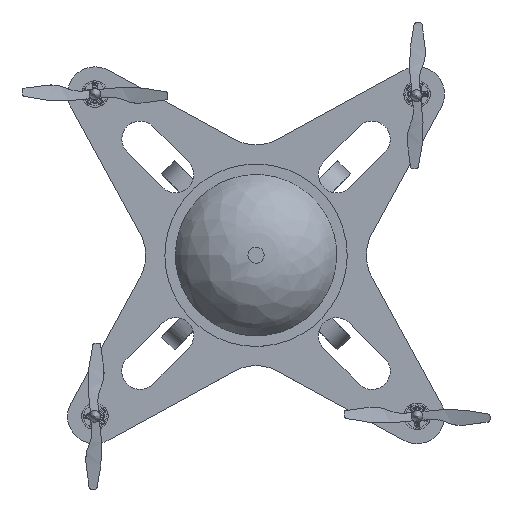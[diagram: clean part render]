
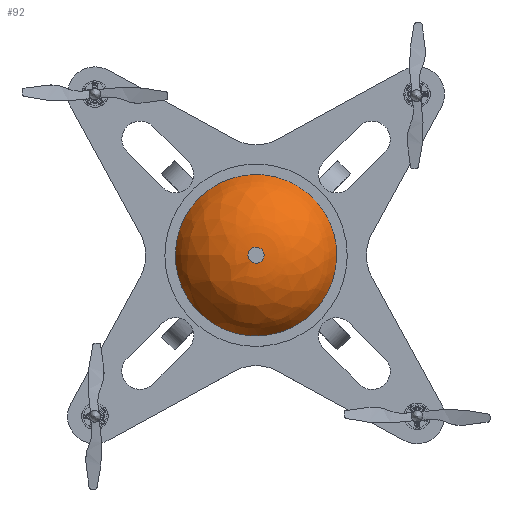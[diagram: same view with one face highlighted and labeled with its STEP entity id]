
A CAD part, top view. The second image highlights one B-rep face of the part: STEP entity #92.
In plain terms, the highlighted free-form (B-spline) face has degree [2, 2] with [3, 9] control points.
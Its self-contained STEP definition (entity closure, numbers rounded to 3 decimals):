
#92 = ADVANCED_FACE('',(#93),#136,.T.);
#93 = FACE_BOUND('',#94,.T.);
#94 = EDGE_LOOP('',(#95,#109,#117,#127,#135));
#95 = ORIENTED_EDGE('',*,*,#96,.T.);
#96 = EDGE_CURVE('',#97,#97,#99,.T.);
#97 = VERTEX_POINT('',#98);
#98 = CARTESIAN_POINT('',(-8.813,0.,60.));
#99 = ( BOUNDED_CURVE() B_SPLINE_CURVE(2,(#100,#101,#102,#103,#104,#105,
#106,#107,#108),.UNSPECIFIED.,.T.,.F.) B_SPLINE_CURVE_WITH_KNOTS((3,2,2,
    2,3),(-3.142,-1.571,0.,1.571,3.142
),.UNSPECIFIED.) CURVE() GEOMETRIC_REPRESENTATION_ITEM() 
RATIONAL_B_SPLINE_CURVE((1.,0.707,1.,0.707,1.,
0.707,1.,0.707,1.)) REPRESENTATION_ITEM('') );
#100 = CARTESIAN_POINT('',(-8.813,0.,60.));
#101 = CARTESIAN_POINT('',(-8.813,8.813,60.));
#102 = CARTESIAN_POINT('',(0.,8.813,60.));
#103 = CARTESIAN_POINT('',(8.813,8.813,60.));
#104 = CARTESIAN_POINT('',(8.813,0.,60.));
#105 = CARTESIAN_POINT('',(8.813,-8.813,60.));
#106 = CARTESIAN_POINT('',(0.,-8.813,60.));
#107 = CARTESIAN_POINT('',(-8.813,-8.813,60.));
#108 = CARTESIAN_POINT('',(-8.813,0.,60.));
#109 = ORIENTED_EDGE('',*,*,#110,.T.);
#110 = EDGE_CURVE('',#97,#111,#113,.T.);
#111 = VERTEX_POINT('',#112);
#112 = CARTESIAN_POINT('',(-88.5,0.,10.));
#113 = ( BOUNDED_CURVE() B_SPLINE_CURVE(2,(#114,#115,#116),
.UNSPECIFIED.,.F.,.F.) B_SPLINE_CURVE_WITH_KNOTS((3,3),(-1.571,
-0.45),.PIECEWISE_BEZIER_KNOTS.) CURVE() 
GEOMETRIC_REPRESENTATION_ITEM() RATIONAL_B_SPLINE_CURVE((1.,
0.847,1.)) REPRESENTATION_ITEM('') );
#114 = CARTESIAN_POINT('',(-8.813,0.,60.));
#115 = CARTESIAN_POINT('',(-64.343,0.,60.));
#116 = CARTESIAN_POINT('',(-88.5,0.,10.));
#117 = ORIENTED_EDGE('',*,*,#118,.F.);
#118 = EDGE_CURVE('',#119,#111,#121,.T.);
#119 = VERTEX_POINT('',#120);
#120 = CARTESIAN_POINT('',(88.5,0.,10.));
#121 = ( BOUNDED_CURVE() B_SPLINE_CURVE(2,(#122,#123,#124,#125,#126),
.UNSPECIFIED.,.F.,.F.) B_SPLINE_CURVE_WITH_KNOTS((3,2,3),(-3.142
,-1.571,0.),.UNSPECIFIED.) CURVE() 
GEOMETRIC_REPRESENTATION_ITEM() RATIONAL_B_SPLINE_CURVE((1.,
0.707,1.,0.707,1.)) REPRESENTATION_ITEM('') );
#122 = CARTESIAN_POINT('',(88.5,0.,10.));
#123 = CARTESIAN_POINT('',(88.5,-88.5,10.));
#124 = CARTESIAN_POINT('',(0.,-88.5,10.));
#125 = CARTESIAN_POINT('',(-88.5,-88.5,10.));
#126 = CARTESIAN_POINT('',(-88.5,0.,10.));
#127 = ORIENTED_EDGE('',*,*,#128,.F.);
#128 = EDGE_CURVE('',#111,#119,#129,.T.);
#129 = ( BOUNDED_CURVE() B_SPLINE_CURVE(2,(#130,#131,#132,#133,#134),
.UNSPECIFIED.,.F.,.F.) B_SPLINE_CURVE_WITH_KNOTS((3,2,3),(0.,
1.571,3.142),.UNSPECIFIED.) CURVE() 
GEOMETRIC_REPRESENTATION_ITEM() RATIONAL_B_SPLINE_CURVE((1.,
0.707,1.,0.707,1.)) REPRESENTATION_ITEM('') );
#130 = CARTESIAN_POINT('',(-88.5,0.,10.));
#131 = CARTESIAN_POINT('',(-88.5,88.5,10.));
#132 = CARTESIAN_POINT('',(0.,88.5,10.));
#133 = CARTESIAN_POINT('',(88.5,88.5,10.));
#134 = CARTESIAN_POINT('',(88.5,0.,10.));
#135 = ORIENTED_EDGE('',*,*,#110,.F.);
#136 = ( BOUNDED_SURFACE() B_SPLINE_SURFACE(2,2,(
    (#137,#138,#139,#140,#141,#142,#143,#144,#145)
    ,(#146,#147,#148,#149,#150,#151,#152,#153,#154)
    ,(#155,#156,#157,#158,#159,#160,#161,#162,#163
)),.UNSPECIFIED.,.F.,.T.,.F.) B_SPLINE_SURFACE_WITH_KNOTS((3,3),(1,2,2,2
    ,2,2,1),(0.45,1.571),(-4.712,
    -3.142,-1.571,0.,1.571,3.142,
4.712),.UNSPECIFIED.) GEOMETRIC_REPRESENTATION_ITEM() 
RATIONAL_B_SPLINE_SURFACE((
    (1.,0.707,1.,0.707,1.,0.707,1.
      ,0.707,1.)
    ,(0.847,0.599,0.847,0.599
      ,0.847,0.599,0.847,0.599
      ,0.847)
    ,(1.,0.707,1.,0.707,1.,0.707,1.
,0.707,1.))) REPRESENTATION_ITEM('') SURFACE() );
#137 = CARTESIAN_POINT('',(-88.5,0.,10.));
#138 = CARTESIAN_POINT('',(-88.5,88.5,10.));
#139 = CARTESIAN_POINT('',(0.,88.5,10.));
#140 = CARTESIAN_POINT('',(88.5,88.5,10.));
#141 = CARTESIAN_POINT('',(88.5,0.,10.));
#142 = CARTESIAN_POINT('',(88.5,-88.5,10.));
#143 = CARTESIAN_POINT('',(0.,-88.5,10.));
#144 = CARTESIAN_POINT('',(-88.5,-88.5,10.));
#145 = CARTESIAN_POINT('',(-88.5,0.,10.));
#146 = CARTESIAN_POINT('',(-64.343,0.,60.));
#147 = CARTESIAN_POINT('',(-64.343,64.343,60.));
#148 = CARTESIAN_POINT('',(0.,64.343,60.));
#149 = CARTESIAN_POINT('',(64.343,64.343,60.));
#150 = CARTESIAN_POINT('',(64.343,0.,60.));
#151 = CARTESIAN_POINT('',(64.343,-64.343,60.));
#152 = CARTESIAN_POINT('',(0.,-64.343,60.));
#153 = CARTESIAN_POINT('',(-64.343,-64.343,60.));
#154 = CARTESIAN_POINT('',(-64.343,0.,60.));
#155 = CARTESIAN_POINT('',(-8.813,0.,60.));
#156 = CARTESIAN_POINT('',(-8.813,8.813,60.));
#157 = CARTESIAN_POINT('',(0.,8.813,60.));
#158 = CARTESIAN_POINT('',(8.813,8.813,60.));
#159 = CARTESIAN_POINT('',(8.813,0.,60.));
#160 = CARTESIAN_POINT('',(8.813,-8.813,60.));
#161 = CARTESIAN_POINT('',(0.,-8.813,60.));
#162 = CARTESIAN_POINT('',(-8.813,-8.813,60.));
#163 = CARTESIAN_POINT('',(-8.813,0.,60.));
